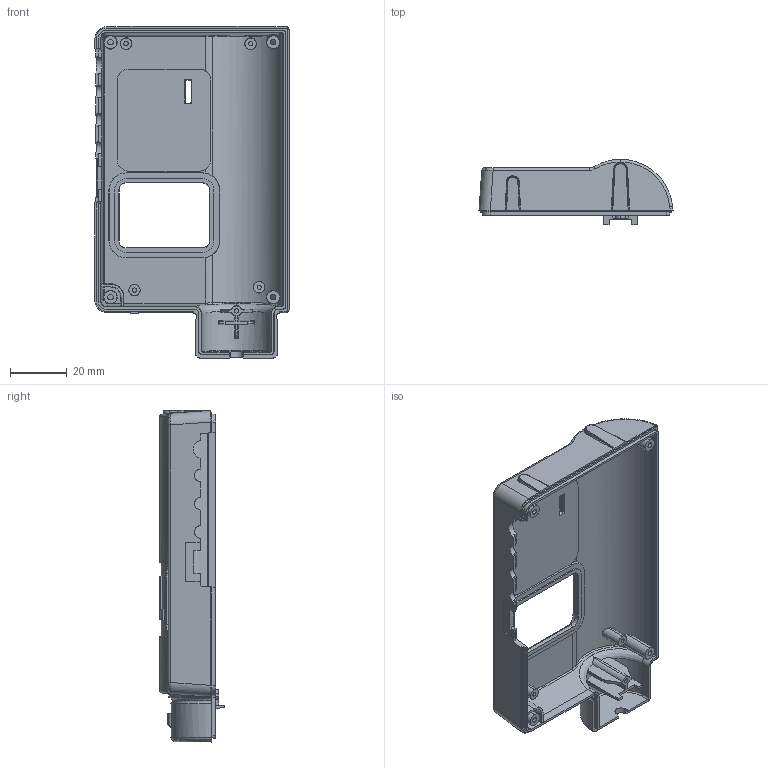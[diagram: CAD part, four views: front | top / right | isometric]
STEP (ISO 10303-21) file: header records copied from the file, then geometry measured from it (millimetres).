
FILE_DESCRIPTION (( 'STEP AP214' ), '1' );
FILE_NAME ('TT-110-A_ADA_BASE_FRONT_CASE.STEP', '2015-01-22T15:08:27', ( '' ), ( '' ), 'SwSTEP 2.0', 'SolidWorks 2014', '' );
FILE_SCHEMA (( 'AUTOMOTIVE_DESIGN' ));
Length unit declared in the file: millimetre
Products named in the file (1): TT-110-A_ADA_BASE_FRONT_CASE
Bounding box: 68.51 x 22.9 x 117.25 mm (x, y, z)
Volume: 23026.3 mm3; surface area: 25809.3 mm2
Topology: 1 solids, 1 shells, 389 faces, 1059 edges, 689 vertices
Faces by surface type: plane 182, cylinder 104, bspline 57, cone 39, torus 7
Entity records: 14893 total; most frequent: CARTESIAN_POINT 5526, ORIENTED_EDGE 2118, DIRECTION 1653, EDGE_CURVE 1059, VERTEX_POINT 689, LINE 577, VECTOR 577, AXIS2_PLACEMENT_3D 538
